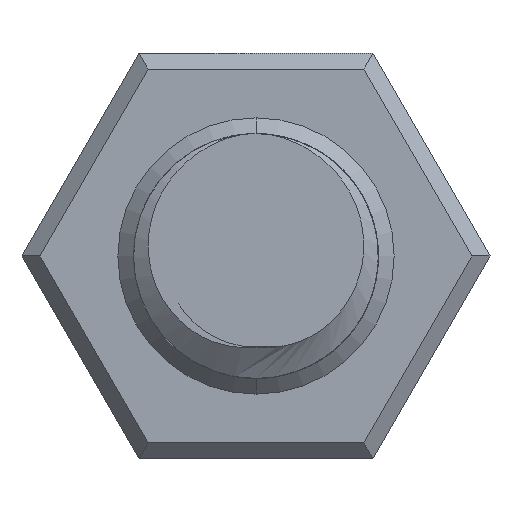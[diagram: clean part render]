
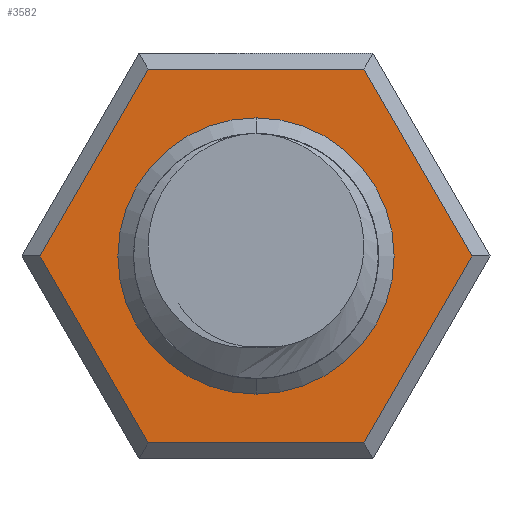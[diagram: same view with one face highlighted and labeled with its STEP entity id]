
A CAD part, front view. The second image highlights one B-rep face of the part: STEP entity #3582.
In plain terms, the highlighted planar face has unit normal (0, -1, 0).
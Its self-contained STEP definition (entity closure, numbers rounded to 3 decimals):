
#172 = CARTESIAN_POINT ( 'NONE',  ( -3.438, 0., -5.955 ) ) ;
#1922 = VECTOR ( 'NONE', #10112, 1000. ) ;
#1932 = ORIENTED_EDGE ( 'NONE', *, *, #10817, .T. ) ;
#2108 = ORIENTED_EDGE ( 'NONE', *, *, #13455, .T. ) ;
#2365 = CARTESIAN_POINT ( 'NONE',  ( 0., 0., 5.955 ) ) ;
#2376 = FACE_OUTER_BOUND ( 'NONE', #2472, .T. ) ;
#2432 = DIRECTION ( 'NONE',  ( -1., 0., 0. ) ) ;
#2472 = EDGE_LOOP ( 'NONE', ( #11749, #7877, #14377, #12827, #10739, #3660 ) ) ;
#3013 = VECTOR ( 'NONE', #11423, 1000. ) ;
#3315 = CARTESIAN_POINT ( 'NONE',  ( 0., 0., -5.955 ) ) ;
#3582 = ADVANCED_FACE ( 'NONE', ( #2376, #17840 ), #8683, .F. ) ;
#3591 = EDGE_LOOP ( 'NONE', ( #2108, #1932 ) ) ;
#3660 = ORIENTED_EDGE ( 'NONE', *, *, #9383, .T. ) ;
#4427 = LINE ( 'NONE', #6918, #3013 ) ;
#4587 = VERTEX_POINT ( 'NONE', #8635 ) ;
#4671 = DIRECTION ( 'NONE',  ( 0., 1., 0. ) ) ;
#4919 = AXIS2_PLACEMENT_3D ( 'NONE', #5731, #15020, #11938 ) ;
#5088 = VECTOR ( 'NONE', #14463, 1000. ) ;
#5303 = VERTEX_POINT ( 'NONE', #9056 ) ;
#5731 = CARTESIAN_POINT ( 'NONE',  ( 0., 0., 0. ) ) ;
#6723 = CIRCLE ( 'NONE', #18922, 4.4 ) ;
#6824 = LINE ( 'NONE', #8807, #1922 ) ;
#6918 = CARTESIAN_POINT ( 'NONE',  ( -5.157, 0., 2.978 ) ) ;
#6941 = CARTESIAN_POINT ( 'NONE',  ( 5.157, 0., 2.978 ) ) ;
#6963 = CARTESIAN_POINT ( 'NONE',  ( 3.438, 0., 5.955 ) ) ;
#7556 = CARTESIAN_POINT ( 'NONE',  ( -3.438, 0., 5.955 ) ) ;
#7877 = ORIENTED_EDGE ( 'NONE', *, *, #15962, .T. ) ;
#7928 = DIRECTION ( 'NONE',  ( 0.5, 0., 0.866 ) ) ;
#8004 = EDGE_CURVE ( 'NONE', #14180, #5303, #19045, .T. ) ;
#8167 = CARTESIAN_POINT ( 'NONE',  ( 0., 0., 4.4 ) ) ;
#8635 = CARTESIAN_POINT ( 'NONE',  ( 6.876, 0., 0. ) ) ;
#8683 = PLANE ( 'NONE',  #4919 ) ;
#8807 = CARTESIAN_POINT ( 'NONE',  ( -5.157, 0., -2.978 ) ) ;
#9017 = VERTEX_POINT ( 'NONE', #18121 ) ;
#9056 = CARTESIAN_POINT ( 'NONE',  ( 3.438, 0., -5.955 ) ) ;
#9149 = VERTEX_POINT ( 'NONE', #8167 ) ;
#9180 = CARTESIAN_POINT ( 'NONE',  ( 0., 0., 0. ) ) ;
#9383 = EDGE_CURVE ( 'NONE', #11021, #14180, #6824, .T. ) ;
#9512 = AXIS2_PLACEMENT_3D ( 'NONE', #9180, #4671, #18146 ) ;
#9574 = CARTESIAN_POINT ( 'NONE',  ( -6.876, 0., 0. ) ) ;
#10112 = DIRECTION ( 'NONE',  ( 0.5, 0., -0.866 ) ) ;
#10277 = VECTOR ( 'NONE', #2432, 1000. ) ;
#10739 = ORIENTED_EDGE ( 'NONE', *, *, #11661, .T. ) ;
#10817 = EDGE_CURVE ( 'NONE', #9017, #9149, #11919, .T. ) ;
#11021 = VERTEX_POINT ( 'NONE', #9574 ) ;
#11423 = DIRECTION ( 'NONE',  ( -0.5, 0., -0.866 ) ) ;
#11661 = EDGE_CURVE ( 'NONE', #14669, #11021, #4427, .T. ) ;
#11749 = ORIENTED_EDGE ( 'NONE', *, *, #8004, .T. ) ;
#11919 = CIRCLE ( 'NONE', #9512, 4.4 ) ;
#11938 = DIRECTION ( 'NONE',  ( 0., 0., 1. ) ) ;
#12827 = ORIENTED_EDGE ( 'NONE', *, *, #17827, .T. ) ;
#13086 = LINE ( 'NONE', #2365, #10277 ) ;
#13426 = VECTOR ( 'NONE', #15361, 1000. ) ;
#13455 = EDGE_CURVE ( 'NONE', #9149, #9017, #6723, .T. ) ;
#14180 = VERTEX_POINT ( 'NONE', #172 ) ;
#14377 = ORIENTED_EDGE ( 'NONE', *, *, #19356, .T. ) ;
#14463 = DIRECTION ( 'NONE',  ( -0.5, 0., 0.866 ) ) ;
#14669 = VERTEX_POINT ( 'NONE', #7556 ) ;
#15020 = DIRECTION ( 'NONE',  ( 0., 1., 0. ) ) ;
#15257 = LINE ( 'NONE', #15399, #15495 ) ;
#15361 = DIRECTION ( 'NONE',  ( 1., 0., 0. ) ) ;
#15399 = CARTESIAN_POINT ( 'NONE',  ( 5.157, 0., -2.978 ) ) ;
#15495 = VECTOR ( 'NONE', #7928, 1000. ) ;
#15962 = EDGE_CURVE ( 'NONE', #5303, #4587, #15257, .T. ) ;
#17297 = CARTESIAN_POINT ( 'NONE',  ( 0., 0., 0. ) ) ;
#17423 = DIRECTION ( 'NONE',  ( 0., 1., 0. ) ) ;
#17495 = DIRECTION ( 'NONE',  ( 0., 0., 1. ) ) ;
#17511 = LINE ( 'NONE', #6941, #5088 ) ;
#17827 = EDGE_CURVE ( 'NONE', #18872, #14669, #13086, .T. ) ;
#17840 = FACE_BOUND ( 'NONE', #3591, .T. ) ;
#18121 = CARTESIAN_POINT ( 'NONE',  ( 0., 0., -4.4 ) ) ;
#18146 = DIRECTION ( 'NONE',  ( 0., 0., 1. ) ) ;
#18872 = VERTEX_POINT ( 'NONE', #6963 ) ;
#18922 = AXIS2_PLACEMENT_3D ( 'NONE', #17297, #17423, #17495 ) ;
#19045 = LINE ( 'NONE', #3315, #13426 ) ;
#19356 = EDGE_CURVE ( 'NONE', #4587, #18872, #17511, .T. ) ;
